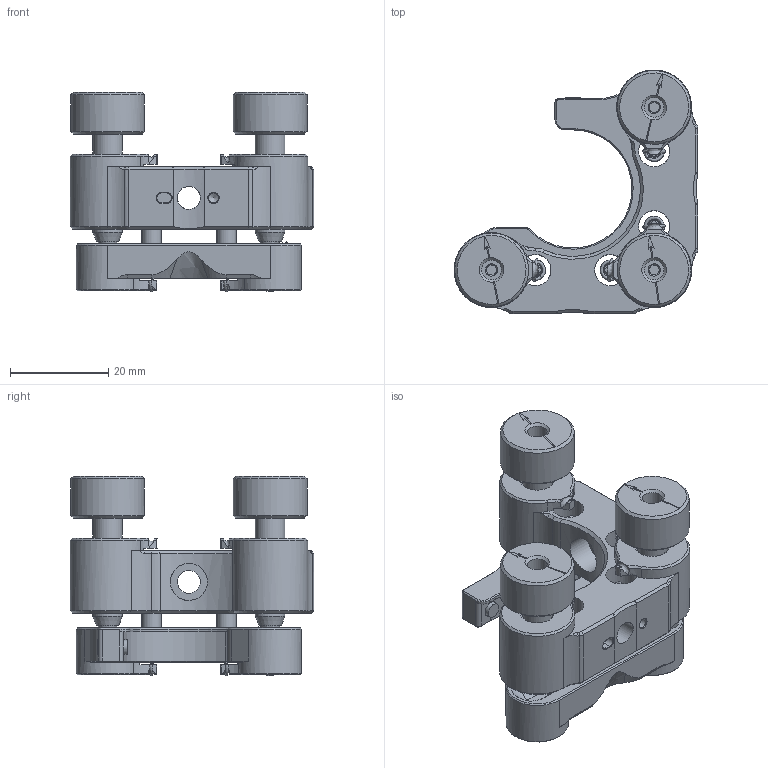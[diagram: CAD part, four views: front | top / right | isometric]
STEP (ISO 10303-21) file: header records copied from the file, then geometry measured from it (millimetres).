
FILE_DESCRIPTION (( 'STEP AP203' ), '1' );
FILE_NAME ('520217.STEP', '2024-06-04T02:11:18', ( 'Windows User' ), ( 'P R C' ), 'SwSTEP 2.0', 'SolidWorks 2020', '' );
FILE_SCHEMA (( 'CONFIG_CONTROL_DESIGN' ));
Length unit declared in the file: millimetre
Products named in the file (1): 520217
Bounding box: 49.53 x 49.53 x 40.51 mm (x, y, z)
Volume: 24577.2 mm3; surface area: 16829.6 mm2
Topology: 26 solids, 26 shells, 554 faces, 1362 edges, 859 vertices
Faces by surface type: plane 229, cone 138, cylinder 115, bspline 72
Full cylindrical faces by diameter (mm): 2.009 x2, 2.4 x4, 3 x1, 3.3 x1, 3.99 x3, 4 x10, 4.699 x2, 6 x6, 6.35 x11, 7 x3, 7.541 x2, 15 x3
Entity records: 63845 total; most frequent: CARTESIAN_POINT 51930, ORIENTED_EDGE 2382, DIRECTION 2297, EDGE_CURVE 1191, AXIS2_PLACEMENT_3D 897, VERTEX_POINT 809, EDGE_LOOP 716, FACE_OUTER_BOUND 623
